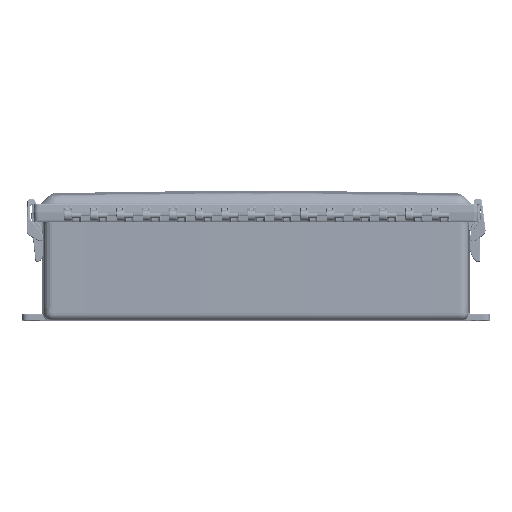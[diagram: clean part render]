
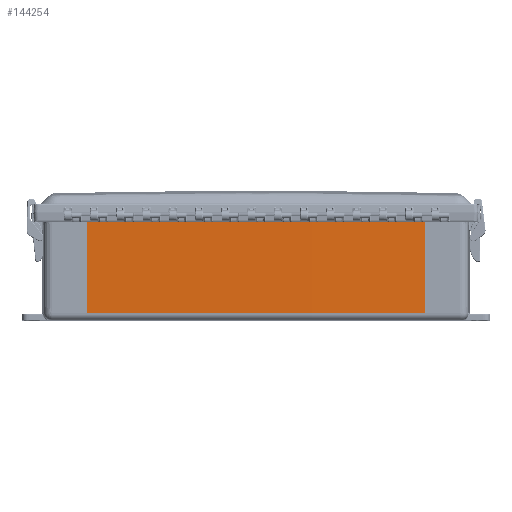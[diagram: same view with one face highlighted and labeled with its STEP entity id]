
A CAD part, top view. The second image highlights one B-rep face of the part: STEP entity #144254.
In plain terms, the highlighted conical face has half-angle 0.25 degrees and reference radius 12878.7 mm.
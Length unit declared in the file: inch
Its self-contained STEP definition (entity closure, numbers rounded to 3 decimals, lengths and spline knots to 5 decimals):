
#10860 = LINE ( 'NONE', #247992, #159619 ) ;
#22136 = CARTESIAN_POINT ( 'NONE',  ( -8.23177, -2.77561, 14.83863 ) ) ;
#26111 = VERTEX_POINT ( 'NONE', #233866 ) ;
#27394 = EDGE_CURVE ( 'NONE', #219119, #294227, #107858, .T. ) ;
#40959 = EDGE_CURVE ( 'NONE', #26111, #294227, #155957, .T. ) ;
#56543 = DIRECTION ( 'NONE',  ( 0.019, 0., 1. ) ) ;
#76396 = DIRECTION ( 'NONE',  ( 0.019, 0., 1. ) ) ;
#91403 = DIRECTION ( 'NONE',  ( 0., -1., 0. ) ) ;
#103335 = CONICAL_SURFACE ( 'NONE', #227633, 507.03388, 0.004 ) ;
#107858 = LINE ( 'NONE', #136983, #126866 ) ;
#126866 = VECTOR ( 'NONE', #166144, 39.37008 ) ;
#135996 = AXIS2_PLACEMENT_3D ( 'NONE', #352066, #91403, #56543 ) ;
#136983 = CARTESIAN_POINT ( 'NONE',  ( -8.23223, 2.77138, 14.86282 ) ) ;
#143470 = AXIS2_PLACEMENT_3D ( 'NONE', #276651, #251340, #76396 ) ;
#144254 = ADVANCED_FACE ( 'NONE', ( #202582 ), #103335, .T. ) ;
#155957 = CIRCLE ( 'NONE', #143470, 507.02178 ) ;
#159619 = VECTOR ( 'NONE', #366781, 39.37008 ) ;
#166144 = DIRECTION ( 'NONE',  ( 0., -1., -0.004 ) ) ;
#167093 = EDGE_LOOP ( 'NONE', ( #304632, #266026, #273550, #263772 ) ) ;
#169541 = DIRECTION ( 'NONE',  ( 1., 0., 0. ) ) ;
#202582 = FACE_OUTER_BOUND ( 'NONE', #167093, .T. ) ;
#219119 = VERTEX_POINT ( 'NONE', #254369 ) ;
#227633 = AXIS2_PLACEMENT_3D ( 'NONE', #235563, #262825, #169541 ) ;
#233866 = CARTESIAN_POINT ( 'NONE',  ( 11.0778, -2.77561, 14.83863 ) ) ;
#235563 = CARTESIAN_POINT ( 'NONE',  ( 1.42302, -0.00212, -492.09122 ) ) ;
#247992 = CARTESIAN_POINT ( 'NONE',  ( 11.07827, 2.77138, 14.86282 ) ) ;
#251340 = DIRECTION ( 'NONE',  ( 0., -1., 0. ) ) ;
#254369 = CARTESIAN_POINT ( 'NONE',  ( -8.23223, 2.77138, 14.86282 ) ) ;
#255156 = EDGE_CURVE ( 'NONE', #338412, #26111, #10860, .T. ) ;
#262825 = DIRECTION ( 'NONE',  ( 0., 1., 0. ) ) ;
#263772 = ORIENTED_EDGE ( 'NONE', *, *, #27394, .T. ) ;
#266026 = ORIENTED_EDGE ( 'NONE', *, *, #255156, .F. ) ;
#270447 = CARTESIAN_POINT ( 'NONE',  ( 11.07827, 2.77138, 14.86282 ) ) ;
#273550 = ORIENTED_EDGE ( 'NONE', *, *, #293517, .T. ) ;
#276651 = CARTESIAN_POINT ( 'NONE',  ( 1.42302, -2.77561, -492.09122 ) ) ;
#293517 = EDGE_CURVE ( 'NONE', #338412, #219119, #328688, .T. ) ;
#294227 = VERTEX_POINT ( 'NONE', #22136 ) ;
#304632 = ORIENTED_EDGE ( 'NONE', *, *, #40959, .F. ) ;
#328688 = CIRCLE ( 'NONE', #135996, 507.04598 ) ;
#338412 = VERTEX_POINT ( 'NONE', #270447 ) ;
#352066 = CARTESIAN_POINT ( 'NONE',  ( 1.42302, 2.77138, -492.09122 ) ) ;
#366781 = DIRECTION ( 'NONE',  ( 0., -1., -0.004 ) ) ;
